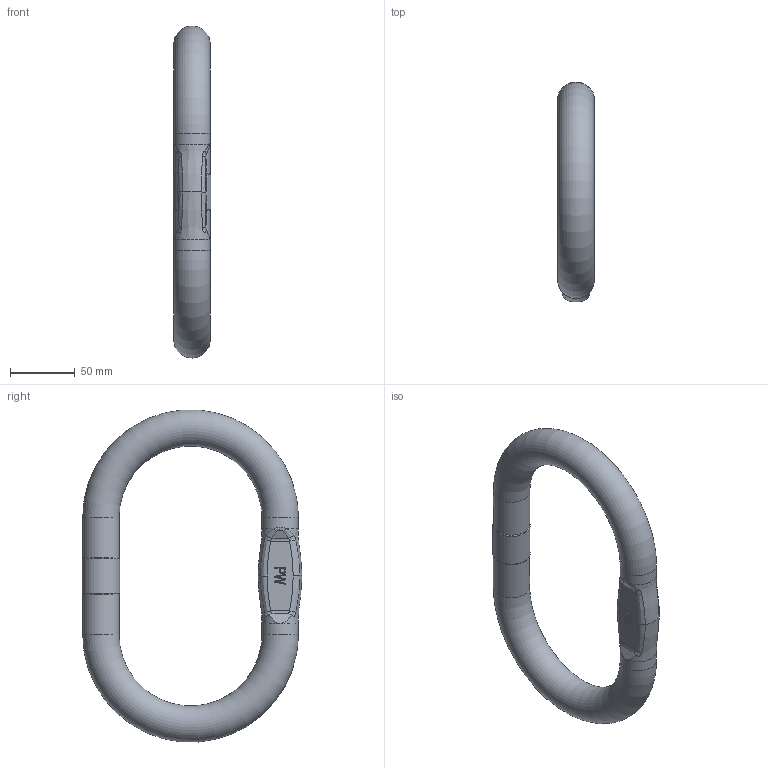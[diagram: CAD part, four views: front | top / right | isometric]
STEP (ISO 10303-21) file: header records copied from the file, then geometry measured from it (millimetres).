
FILE_DESCRIPTION(/* description */ (''),/* implementation_level */ '2;1');
FILE_NAME(/* name */ 'AWP 27 Kundenmodell.stp',/* time_stamp */ '2022-08-25T16:48:10+02:00',/* author */ (''),/* organization */ (''),/* preprocessor_version */ 'ST-DEVELOPER v16',/* originating_system */ 'SIEMENS PLM Software NX 11.0',/* authorisation */ '');
FILE_SCHEMA (('AUTOMOTIVE_DESIGN { 1 0 10303 214 3 1 1 1 }'));
Length unit declared in the file: millimetre
Products named in the file (1): baf06442CD45tso
Bounding box: 29 x 169.3 x 255.55 mm (x, y, z)
Volume: 378178.5 mm3; surface area: 54514.1 mm2
Topology: 1 solids, 1 shells, 147 faces, 374 edges, 240 vertices
Faces by surface type: plane 78, extrusion 30, bspline 26, cylinder 9, torus 2, cone 2
Full cylindrical faces by diameter (mm): 28 x4, 29 x1
Entity records: 6556 total; most frequent: CARTESIAN_POINT 3486, ORIENTED_EDGE 718, DIRECTION 422, EDGE_CURVE 359, VERTEX_POINT 234, B_SPLINE_CURVE_WITH_KNOTS 209, VECTOR 182, EDGE_LOOP 169
